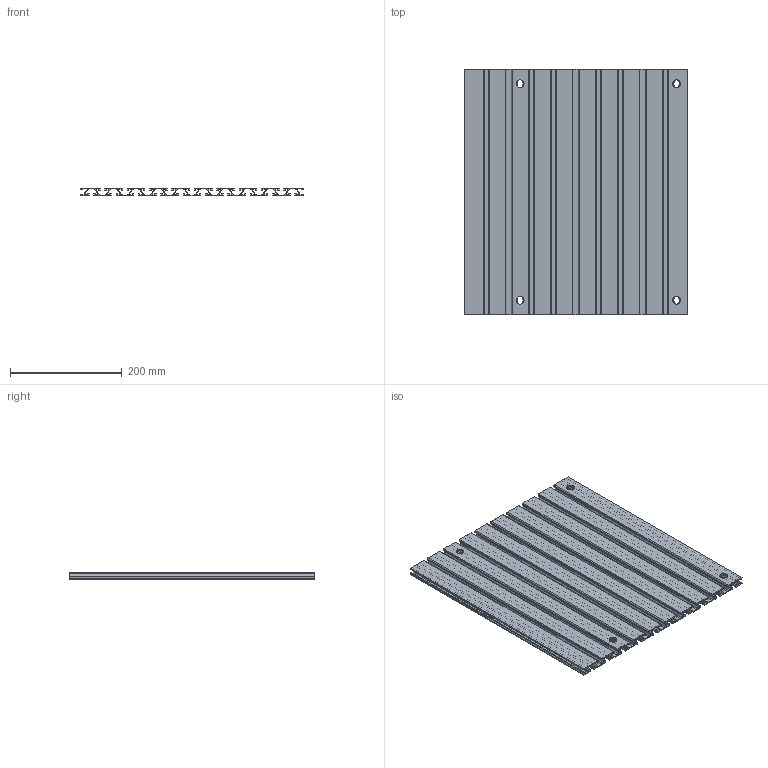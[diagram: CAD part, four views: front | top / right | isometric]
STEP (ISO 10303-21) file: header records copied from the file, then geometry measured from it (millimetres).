
FILE_DESCRIPTION (( 'STEP AP214' ), '1' );
FILE_NAME ('Groove_Plate_Profile_8_400x14_L=4000_2.STEP', '2019-12-02T09:54:59', ( '' ), ( '' ), 'SwSTEP 2.0', 'SolidWorks 2019', '' );
FILE_SCHEMA (( 'AUTOMOTIVE_DESIGN' ));
Length unit declared in the file: millimetre
Products named in the file (1): Groove_Plate_Profile_8_400x14_L=4000_2
Bounding box: 400 x 440 x 14 mm (x, y, z)
Volume: 801351.1 mm3; surface area: 820789.9 mm2
Topology: 1 solids, 1 shells, 462 faces, 1392 edges, 928 vertices
Faces by surface type: plane 271, cylinder 191
Entity records: 16232 total; most frequent: CARTESIAN_POINT 3387, ORIENTED_EDGE 2784, DIRECTION 2644, EDGE_CURVE 1392, VECTOR 978, LINE 978, VERTEX_POINT 928, AXIS2_PLACEMENT_3D 833
